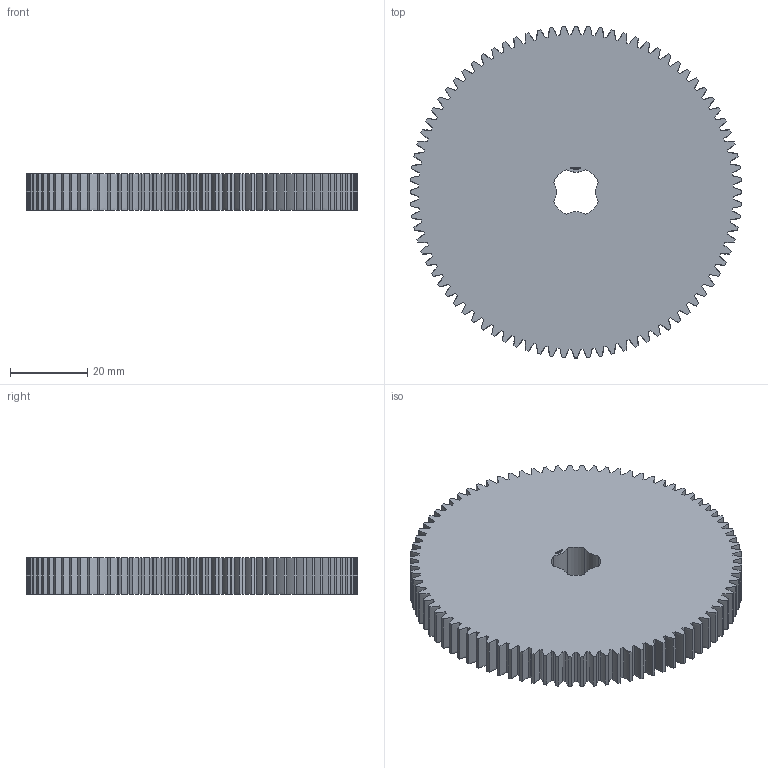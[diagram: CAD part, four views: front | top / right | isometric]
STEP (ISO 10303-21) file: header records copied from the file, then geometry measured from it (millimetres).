
FILE_DESCRIPTION(('FreeCAD Model'),'2;1');
FILE_NAME('Open CASCADE Shape Model','2024-03-10T23:51:44',(''),(''), 'Open CASCADE STEP processor 7.6','FreeCAD','Unknown');
FILE_SCHEMA(('AUTOMOTIVE_DESIGN { 1 0 10303 214 1 1 1 1 }'));
Products named in the file (1): Gear Wheel PLN TTH84 BU00.75 SFT-SHD - SPN-GWH-0315 (stemfie.org)
Bounding box: 86 x 86 x 9.38 mm (x, y, z)
Volume: 50750.3 mm3; surface area: 16189.9 mm2
Topology: 1 solids, 1 shells, 822 faces, 2373 edges, 1582 vertices
Faces by surface type: extrusion 488, plane 326, cylinder 8
Entity records: 79171 total; most frequent: CARTESIAN_POINT 29534, DIRECTION 6341, VECTOR 5623, LINE 5135, ORIENTED_EDGE 4746, PCURVE 4746, DEFINITIONAL_REPRESENTATION 4746, B_SPLINE_CURVE_WITH_KNOTS 2440
